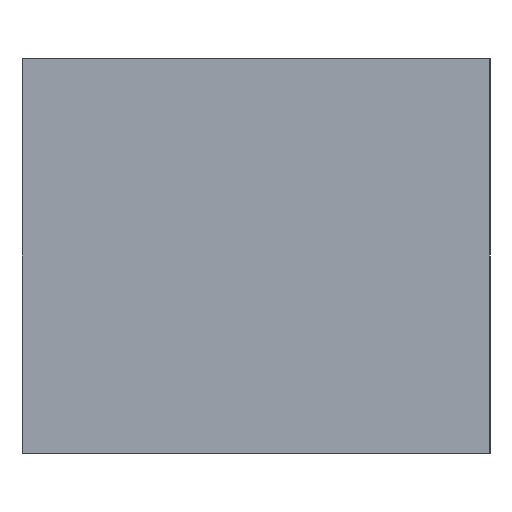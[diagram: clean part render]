
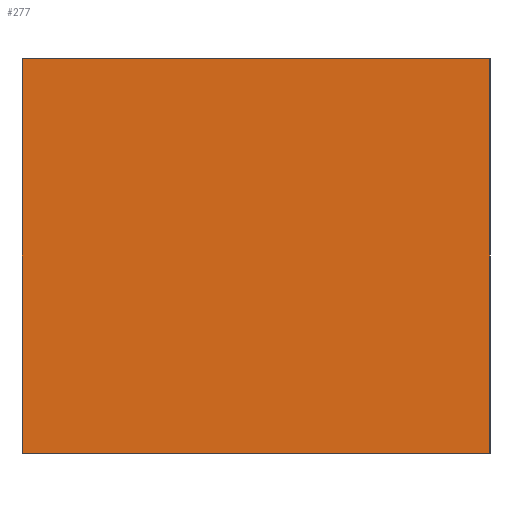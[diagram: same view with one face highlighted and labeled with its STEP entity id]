
A CAD part, left-side view. The second image highlights one B-rep face of the part: STEP entity #277.
In plain terms, the highlighted planar face has unit normal (-1, 0, 0).
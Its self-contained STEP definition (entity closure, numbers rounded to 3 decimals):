
#19=FACE_OUTER_BOUND('',#37,.T.);
#37=EDGE_LOOP('',(#187,#188,#189,#190));
#55=LINE('',#407,#91);
#56=LINE('',#409,#92);
#57=LINE('',#411,#93);
#58=LINE('',#412,#94);
#91=VECTOR('',#333,10.);
#92=VECTOR('',#334,10.);
#93=VECTOR('',#335,10.);
#94=VECTOR('',#336,10.);
#127=VERTEX_POINT('',#405);
#128=VERTEX_POINT('',#406);
#129=VERTEX_POINT('',#408);
#130=VERTEX_POINT('',#410);
#151=EDGE_CURVE('',#127,#128,#55,.T.);
#152=EDGE_CURVE('',#128,#129,#56,.T.);
#153=EDGE_CURVE('',#130,#129,#57,.T.);
#154=EDGE_CURVE('',#127,#130,#58,.T.);
#187=ORIENTED_EDGE('',*,*,#151,.T.);
#188=ORIENTED_EDGE('',*,*,#152,.T.);
#189=ORIENTED_EDGE('',*,*,#153,.F.);
#190=ORIENTED_EDGE('',*,*,#154,.F.);
#259=PLANE('',#311);
#277=ADVANCED_FACE('',(#19),#259,.T.);
#311=AXIS2_PLACEMENT_3D('',#404,#331,#332);
#331=DIRECTION('center_axis',(-1.,0.,0.));
#332=DIRECTION('ref_axis',(0.,0.,1.));
#333=DIRECTION('',(0.,0.,1.));
#334=DIRECTION('',(0.,1.,0.));
#335=DIRECTION('',(0.,0.,1.));
#336=DIRECTION('',(0.,1.,0.));
#404=CARTESIAN_POINT('Origin',(-0.8,0.,-0.4));
#405=CARTESIAN_POINT('',(-0.8,0.,-0.4));
#406=CARTESIAN_POINT('',(-0.8,0.,0.4));
#407=CARTESIAN_POINT('',(-0.8,0.,-0.4));
#408=CARTESIAN_POINT('',(-0.8,0.95,0.4));
#409=CARTESIAN_POINT('',(-0.8,0.,0.4));
#410=CARTESIAN_POINT('',(-0.8,0.95,-0.4));
#411=CARTESIAN_POINT('',(-0.8,0.95,-0.4));
#412=CARTESIAN_POINT('',(-0.8,0.,-0.4));
